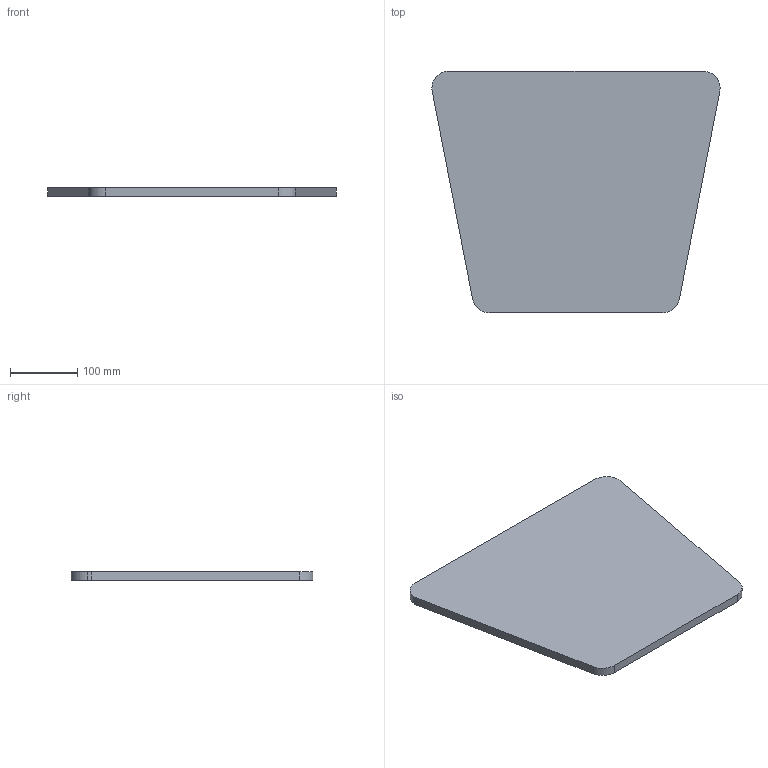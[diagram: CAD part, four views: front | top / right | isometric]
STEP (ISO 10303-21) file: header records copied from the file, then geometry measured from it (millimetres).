
FILE_DESCRIPTION (( 'STEP AP203' ), '1' );
FILE_NAME ('3mm with stiffner.STEP', '2021-10-07T08:30:22', ( '' ), ( '' ), 'SwSTEP 2.0', 'SolidWorks 2021', '' );
FILE_SCHEMA (( 'CONFIG_CONTROL_DESIGN' ));
Length unit declared in the file: millimetre
Products named in the file (1): 3mm with stiffner
Bounding box: 429.33 x 360 x 13 mm (x, y, z)
Volume: 485819.6 mm3; surface area: 343247.4 mm2
Topology: 1 solids, 1 shells, 301 faces, 738 edges, 492 vertices
Faces by surface type: plane 183, cylinder 118
Entity records: 8989 total; most frequent: DIRECTION 1582, CARTESIAN_POINT 1532, ORIENTED_EDGE 1476, EDGE_CURVE 738, AXIS2_PLACEMENT_3D 542, VECTOR 498, LINE 498, VERTEX_POINT 492
